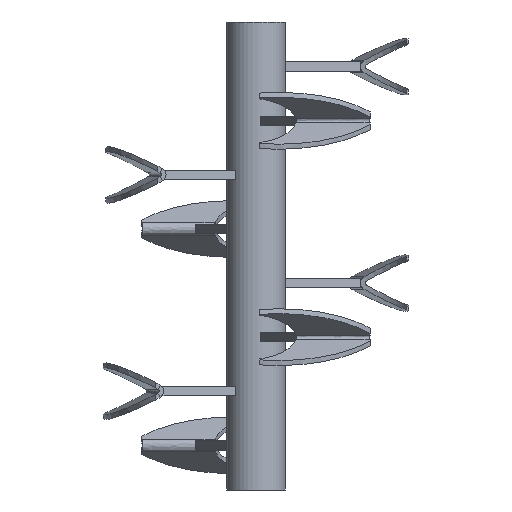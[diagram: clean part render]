
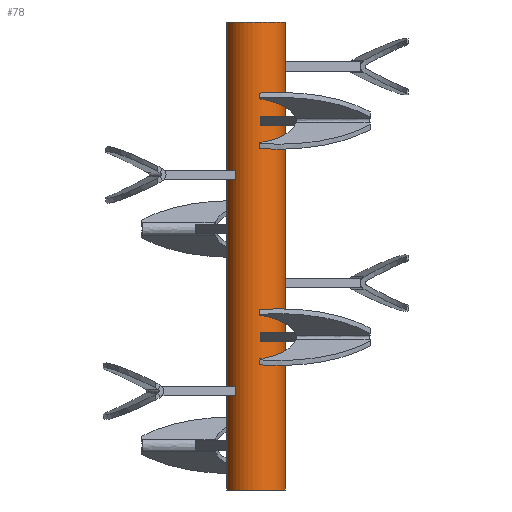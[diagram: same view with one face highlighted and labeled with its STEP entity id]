
A CAD part, front view. The second image highlights one B-rep face of the part: STEP entity #78.
In plain terms, the highlighted free-form (B-spline) face has degree [2, 1] with [9, 2] control points.
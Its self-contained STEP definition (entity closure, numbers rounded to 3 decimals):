
#78 = ADVANCED_FACE('',(#79),#111,.T.);
#79 = FACE_BOUND('',#80,.T.);
#80 = EDGE_LOOP('',(#81,#93,#100,#110));
#81 = ORIENTED_EDGE('',*,*,#82,.F.);
#82 = EDGE_CURVE('',#83,#83,#85,.T.);
#83 = VERTEX_POINT('',#84);
#84 = CARTESIAN_POINT('',(-43.532,10.84,
    241.447));
#85 = ( BOUNDED_CURVE() B_SPLINE_CURVE(2,(#86,#87,#88,#89,#90,#91,#92),
.UNSPECIFIED.,.T.,.F.) B_SPLINE_CURVE_WITH_KNOTS((3,2,2,3),(
    3.142,5.236,7.33,9.425),
.PIECEWISE_BEZIER_KNOTS.) CURVE() GEOMETRIC_REPRESENTATION_ITEM() 
RATIONAL_B_SPLINE_CURVE((1.,0.5,1.,0.5,1.,0.5,1.)) REPRESENTATION_ITEM(
  '') );
#86 = CARTESIAN_POINT('',(-43.532,10.84,
    241.447));
#87 = CARTESIAN_POINT('',(-43.532,-15.429,
    241.447));
#88 = CARTESIAN_POINT('',(-20.782,-2.294,
    241.447));
#89 = CARTESIAN_POINT('',(1.967,10.84,241.447
    ));
#90 = CARTESIAN_POINT('',(-20.782,23.974,
    241.447));
#91 = CARTESIAN_POINT('',(-43.532,37.109,
    241.447));
#92 = CARTESIAN_POINT('',(-43.532,10.84,
    241.447));
#93 = ORIENTED_EDGE('',*,*,#94,.T.);
#94 = EDGE_CURVE('',#83,#95,#97,.T.);
#95 = VERTEX_POINT('',#96);
#96 = CARTESIAN_POINT('',(-43.532,10.84,0.));
#97 = B_SPLINE_CURVE_WITH_KNOTS('',1,(#98,#99),.UNSPECIFIED.,.F.,.F.,(2,
    2),(-199.,0.),.PIECEWISE_BEZIER_KNOTS.);
#98 = CARTESIAN_POINT('',(-43.532,10.84,
    241.447));
#99 = CARTESIAN_POINT('',(-43.532,10.84,0.));
#100 = ORIENTED_EDGE('',*,*,#101,.T.);
#101 = EDGE_CURVE('',#95,#95,#102,.T.);
#102 = ( BOUNDED_CURVE() B_SPLINE_CURVE(2,(#103,#104,#105,#106,#107,#108
,#109),.UNSPECIFIED.,.T.,.F.) B_SPLINE_CURVE_WITH_KNOTS((3,2,2,3),(
    3.142,5.236,7.33,9.425),
.PIECEWISE_BEZIER_KNOTS.) CURVE() GEOMETRIC_REPRESENTATION_ITEM() 
RATIONAL_B_SPLINE_CURVE((1.,0.5,1.,0.5,1.,0.5,1.)) REPRESENTATION_ITEM(
  '') );
#103 = CARTESIAN_POINT('',(-43.532,10.84,0.));
#104 = CARTESIAN_POINT('',(-43.532,-15.429,0.));
#105 = CARTESIAN_POINT('',(-20.782,-2.294,0.));
#106 = CARTESIAN_POINT('',(1.967,10.84,0.));
#107 = CARTESIAN_POINT('',(-20.782,23.974,0.));
#108 = CARTESIAN_POINT('',(-43.532,37.109,0.));
#109 = CARTESIAN_POINT('',(-43.532,10.84,0.));
#110 = ORIENTED_EDGE('',*,*,#94,.F.);
#111 = ( BOUNDED_SURFACE() B_SPLINE_SURFACE(2,1,(
    (#112,#113)
    ,(#114,#115)
    ,(#116,#117)
    ,(#118,#119)
    ,(#120,#121)
    ,(#122,#123)
    ,(#124,#125)
    ,(#126,#127)
,(#128,#129
    )),.UNSPECIFIED.,.T.,.F.,.F.) B_SPLINE_SURFACE_WITH_KNOTS((3,2,2,2,3
    ),(2,2),(-3.142,-2.094,0.,2.094,
    3.142),(0.,199.),.UNSPECIFIED.) 
GEOMETRIC_REPRESENTATION_ITEM() RATIONAL_B_SPLINE_SURFACE((
    (0.75,0.75)
    ,(0.75,0.75)
    ,(1.,1.)
    ,(0.5,0.5)
    ,(1.,1.)
    ,(0.5,0.5)
    ,(1.,1.)
    ,(0.75,0.75)
,(0.75,0.75))) REPRESENTATION_ITEM('') SURFACE() );
#112 = CARTESIAN_POINT('',(-43.532,10.84,0.));
#113 = CARTESIAN_POINT('',(-43.532,10.84,
    241.447));
#114 = CARTESIAN_POINT('',(-43.532,2.084,0.));
#115 = CARTESIAN_POINT('',(-43.532,2.084,
    241.447));
#116 = CARTESIAN_POINT('',(-35.949,-2.294,0.));
#117 = CARTESIAN_POINT('',(-35.949,-2.294,
    241.447));
#118 = CARTESIAN_POINT('',(-13.199,-15.429,0.));
#119 = CARTESIAN_POINT('',(-13.199,-15.429,
    241.447));
#120 = CARTESIAN_POINT('',(-13.199,10.84,0.));
#121 = CARTESIAN_POINT('',(-13.199,10.84,
    241.447));
#122 = CARTESIAN_POINT('',(-13.199,37.109,0.));
#123 = CARTESIAN_POINT('',(-13.199,37.109,
    241.447));
#124 = CARTESIAN_POINT('',(-35.949,23.974,0.));
#125 = CARTESIAN_POINT('',(-35.949,23.974,
    241.447));
#126 = CARTESIAN_POINT('',(-43.532,19.596,0.));
#127 = CARTESIAN_POINT('',(-43.532,19.596,
    241.447));
#128 = CARTESIAN_POINT('',(-43.532,10.84,0.));
#129 = CARTESIAN_POINT('',(-43.532,10.84,
    241.447));
